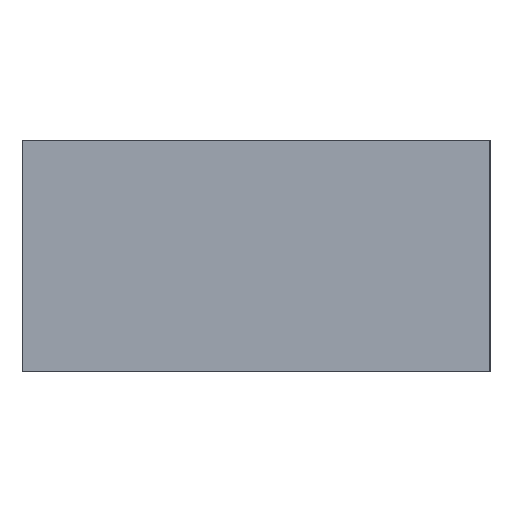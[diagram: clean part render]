
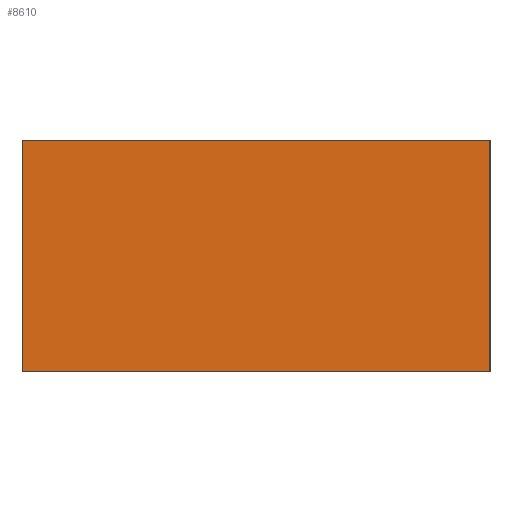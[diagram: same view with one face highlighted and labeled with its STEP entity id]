
A CAD part, left-side view. The second image highlights one B-rep face of the part: STEP entity #8610.
In plain terms, the highlighted planar face has unit normal (-1, 0, 0).
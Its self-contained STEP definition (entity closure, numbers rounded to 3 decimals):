
#1331=FACE_OUTER_BOUND('',#1830,.T.);
#1830=EDGE_LOOP('',(#7915,#7916,#7917,#7918));
#2497=LINE('',#14844,#3222);
#2551=LINE('',#14961,#3276);
#2552=LINE('',#14963,#3277);
#2553=LINE('',#14964,#3278);
#3222=VECTOR('',#9788,10.);
#3276=VECTOR('',#9894,10.);
#3277=VECTOR('',#9895,10.);
#3278=VECTOR('',#9896,10.);
#4096=VERTEX_POINT('',#14841);
#4097=VERTEX_POINT('',#14843);
#4134=VERTEX_POINT('',#14960);
#4135=VERTEX_POINT('',#14962);
#5347=EDGE_CURVE('',#4097,#4096,#2497,.T.);
#5401=EDGE_CURVE('',#4134,#4096,#2551,.F.);
#5402=EDGE_CURVE('',#4135,#4134,#2552,.F.);
#5403=EDGE_CURVE('',#4135,#4097,#2553,.F.);
#7915=ORIENTED_EDGE('',*,*,#5347,.T.);
#7916=ORIENTED_EDGE('',*,*,#5401,.F.);
#7917=ORIENTED_EDGE('',*,*,#5402,.F.);
#7918=ORIENTED_EDGE('',*,*,#5403,.T.);
#8146=PLANE('',#8813);
#8610=ADVANCED_FACE('',(#1331),#8146,.T.);
#8813=AXIS2_PLACEMENT_3D('',#14959,#9892,#9893);
#9788=DIRECTION('',(0.,0.,1.));
#9892=DIRECTION('center_axis',(-1.,0.,0.));
#9893=DIRECTION('ref_axis',(0.,-1.,0.));
#9894=DIRECTION('',(0.,1.,0.));
#9895=DIRECTION('',(0.,0.,-1.));
#9896=DIRECTION('',(0.,1.,0.));
#14841=CARTESIAN_POINT('',(-8.,-13.747,40.));
#14843=CARTESIAN_POINT('',(-8.,-13.747,0.));
#14844=CARTESIAN_POINT('',(-8.,-13.747,0.));
#14959=CARTESIAN_POINT('Origin',(-8.,59.253,0.));
#14960=CARTESIAN_POINT('',(-8.,67.253,40.));
#14961=CARTESIAN_POINT('',(-8.,43.003,40.));
#14962=CARTESIAN_POINT('',(-8.,67.253,0.));
#14963=CARTESIAN_POINT('',(-8.,67.253,0.));
#14964=CARTESIAN_POINT('',(-8.,43.003,0.));
